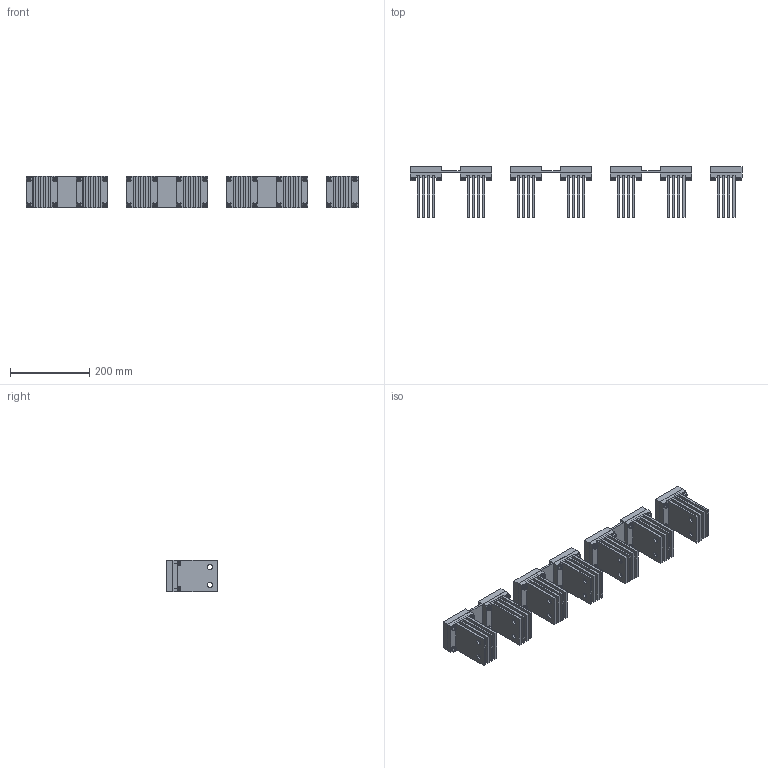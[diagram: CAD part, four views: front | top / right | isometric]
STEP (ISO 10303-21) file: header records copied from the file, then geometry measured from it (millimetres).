
FILE_DESCRIPTION(('CATIA V5 STEP'),'2;1');
FILE_NAME('1SDH001336R0285_E6.2_IV_TERMINALS_VR_UL_LOWER_5000A.stp','2014-09-20T07:03:25+00:00',('none'),('none'),'CATIA Version 5 Release 20 SP 6 (IN-10)','CATIA V5 STEP AP214','none');
FILE_SCHEMA(('AUTOMOTIVE_DESIGN { 1 0 10303 214 1 1 1 1 }'));
Products named in the file (1): E6.2_IV_TERMINALS_VR_UL_LOWER_5000A_AllCATPart
Bounding box: 836 x 128 x 80 mm (x, y, z)
Volume: 2576634 mm3; surface area: 891655.7 mm2
Topology: 126 solids, 126 shells, 2144 faces, 5220 edges, 3356 vertices
Faces by surface type: plane 816, cylinder 744, torus 416, cone 112, sphere 56
Entity records: 60686 total; most frequent: CARTESIAN_POINT 12987, ORIENTED_EDGE 10328, DIRECTION 7628, EDGE_CURVE 5164, AXIS2_PLACEMENT_3D 3923, VERTEX_POINT 3356, EDGE_LOOP 2566, CIRCLE 2428
